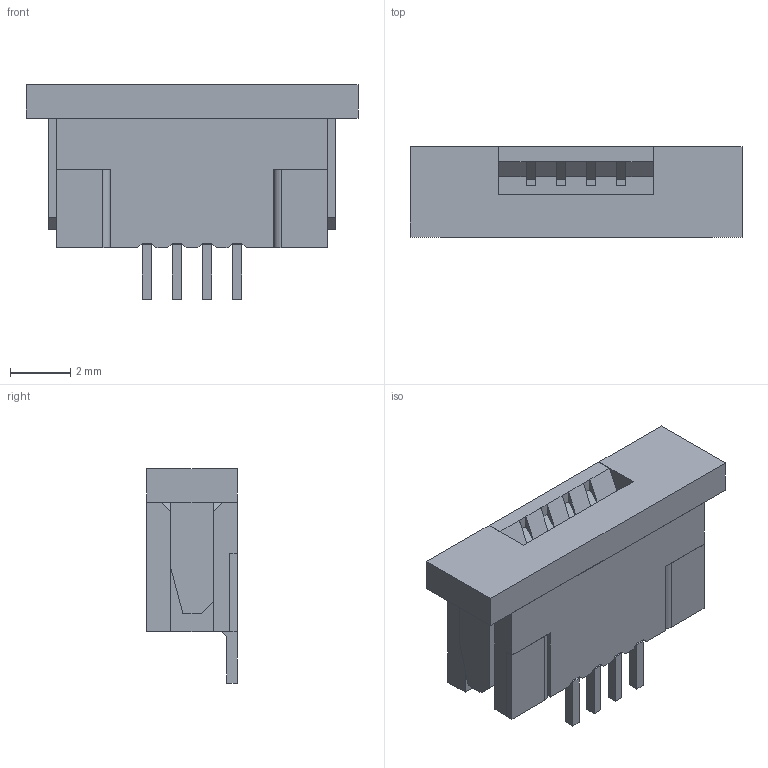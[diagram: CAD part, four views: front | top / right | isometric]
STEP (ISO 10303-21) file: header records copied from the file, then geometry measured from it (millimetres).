
FILE_DESCRIPTION( ( 'Unknown' ), '1' );
FILE_NAME( '68610414122.stp', 'Unknown', ( 'Quentin LAIDEBEUR' ), ( 'WE' ), 'PSStep 15.0.49', 'Sample-box', ' ' );
FILE_SCHEMA( ( 'AUTOMOTIVE_DESIGN { 1 0 10303 214 1 1 1 1 }' ) );
Length unit declared in the file: millimetre
Products named in the file (6): Assem1; 68610414422; 6861xx14122_PIN; 6860xx14122_FLANGE; 6860xx14122_FLANGE-BIS; 68610414422_PAD
Assembly tree (8 placements, depth 2):
  Assem1
    68610414422
    6861xx14122_PIN  x4
    6860xx14122_FLANGE
    6860xx14122_FLANGE-BIS
    68610414422_PAD
Bounding box: 11 x 3 x 7.1 mm (x, y, z)
Volume: 131.6 mm3; surface area: 553.8 mm2
Topology: 8 solids, 8 shells, 311 faces, 875 edges, 566 vertices
Faces by surface type: plane 307, cylinder 4
Entity records: 9962 total; most frequent: CARTESIAN_POINT 1413, ORIENTED_EDGE 1408, DIRECTION 1226, EDGE_CURVE 704, LINE 696, VECTOR 696, VERTEX_POINT 452, AXIS2_PLACEMENT_3D 265
